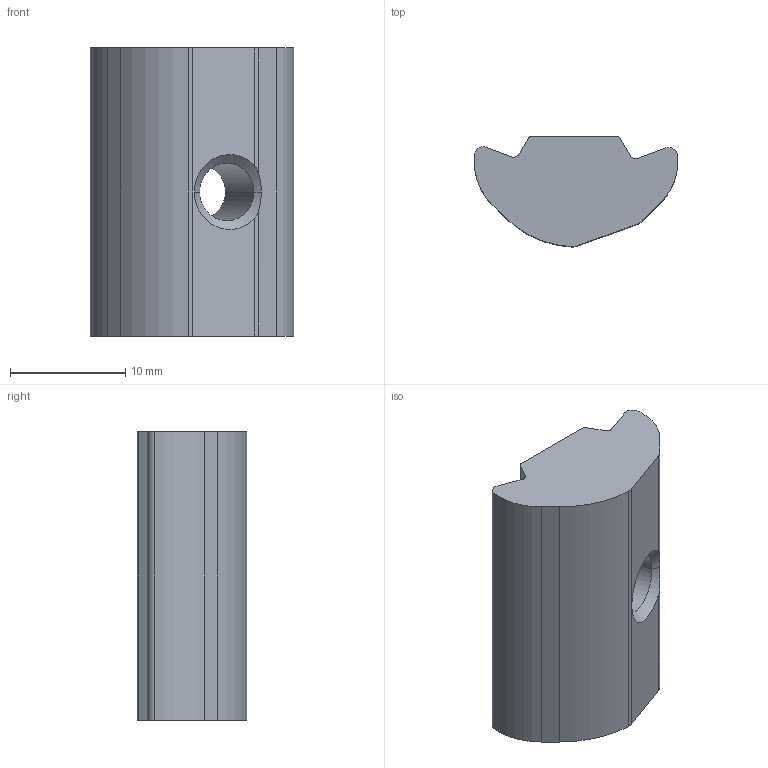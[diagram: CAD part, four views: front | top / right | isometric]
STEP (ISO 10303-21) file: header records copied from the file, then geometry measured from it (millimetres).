
FILE_DESCRIPTION (( 'STEP AP214' ), '1' );
FILE_NAME ('M6 25mm 1-Hole Angle Nut(40HAN-3407-001-00).step', '2023-08-31T18:33:32', ( '' ), ( '' ), 'SwSTEP 2.0', 'SolidWorks 2020', '' );
FILE_SCHEMA (( 'AUTOMOTIVE_DESIGN' ));
Length unit declared in the file: millimetre
Products named in the file (1): M6 25mm 1-Hole Angle Nut(40HAN-3407-001-00)
Bounding box: 17.67 x 9.54 x 25 mm (x, y, z)
Volume: 2871.9 mm3; surface area: 1503.9 mm2
Topology: 1 solids, 1 shells, 27 faces, 76 edges, 50 vertices
Faces by surface type: cylinder 15, plane 10, cone 2
Entity records: 926 total; most frequent: CARTESIAN_POINT 176, DIRECTION 154, ORIENTED_EDGE 152, EDGE_CURVE 76, AXIS2_PLACEMENT_3D 56, VERTEX_POINT 50, LINE 42, VECTOR 42
